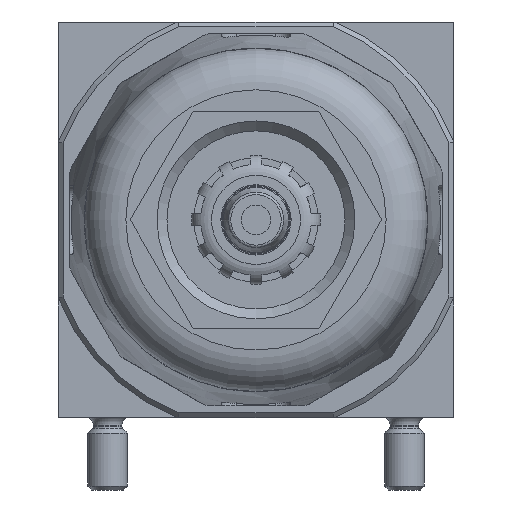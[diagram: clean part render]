
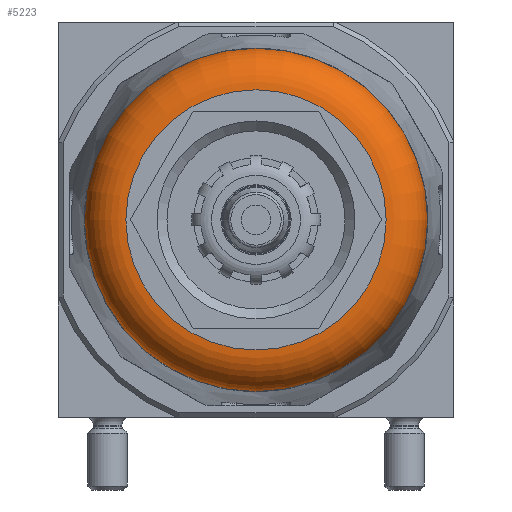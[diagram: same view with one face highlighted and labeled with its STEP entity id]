
A CAD part, front view. The second image highlights one B-rep face of the part: STEP entity #5223.
In plain terms, the highlighted toroidal (fillet/blend) face has major radius 13.15 mm and minor radius 4.2 mm.
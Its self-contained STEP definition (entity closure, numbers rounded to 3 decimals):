
#42=TOROIDAL_SURFACE('',#5574,13.15,4.2);
#1393=ORIENTED_EDGE('',*,*,#2392,.T.);
#1394=ORIENTED_EDGE('',*,*,#2391,.F.);
#2391=EDGE_CURVE('',#2890,#2890,#3182,.T.);
#2392=EDGE_CURVE('',#2891,#2891,#3183,.T.);
#2890=VERTEX_POINT('',#7849);
#2891=VERTEX_POINT('',#7852);
#3182=CIRCLE('',#5573,13.15);
#3183=CIRCLE('',#5575,17.35);
#3411=EDGE_LOOP('',(#1393));
#3412=EDGE_LOOP('',(#1394));
#3727=FACE_BOUND('',#3411,.T.);
#3728=FACE_BOUND('',#3412,.T.);
#5223=ADVANCED_FACE('',(#3727,#3728),#42,.T.);
#5573=AXIS2_PLACEMENT_3D('',#7848,#6344,#6345);
#5574=AXIS2_PLACEMENT_3D('',#7850,#6346,#6347);
#5575=AXIS2_PLACEMENT_3D('',#7851,#6348,#6349);
#6344=DIRECTION('',(0.,-1.,0.));
#6345=DIRECTION('',(0.,0.,-1.));
#6346=DIRECTION('',(0.,-1.,0.));
#6347=DIRECTION('',(0.,0.,-1.));
#6348=DIRECTION('',(0.,-1.,0.));
#6349=DIRECTION('',(0.,0.,-1.));
#7848=CARTESIAN_POINT('',(0.,-119.,0.));
#7849=CARTESIAN_POINT('',(0.,-119.,-13.15));
#7850=CARTESIAN_POINT('',(0.,-114.8,0.));
#7851=CARTESIAN_POINT('',(0.,-114.8,0.));
#7852=CARTESIAN_POINT('',(0.,-114.8,-17.35));
